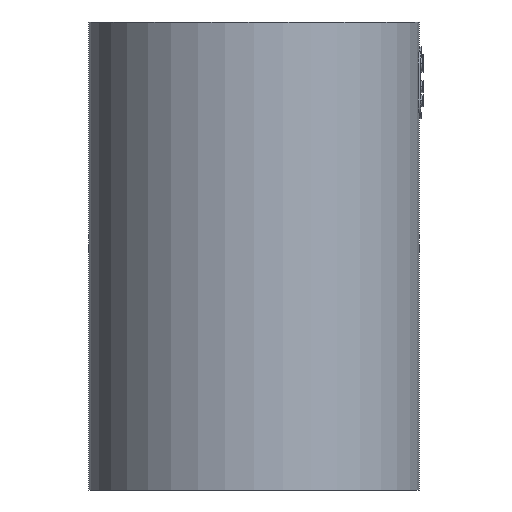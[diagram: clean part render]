
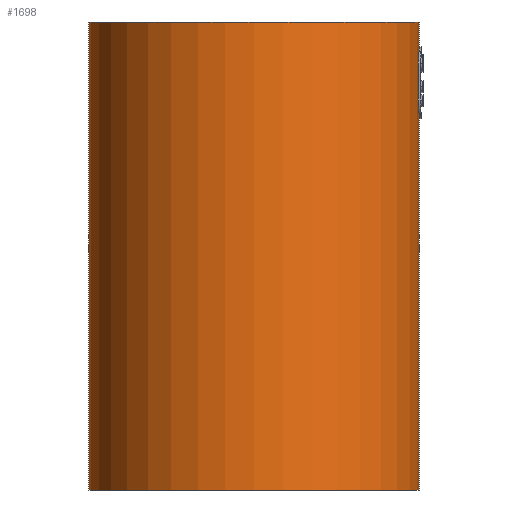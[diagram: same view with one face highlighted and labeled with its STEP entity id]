
A CAD part, front view. The second image highlights one B-rep face of the part: STEP entity #1698.
In plain terms, the highlighted cylindrical face has radius 26.5 mm (diameter 53 mm), a full revolution.
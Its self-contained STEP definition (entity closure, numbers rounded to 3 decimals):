
#10 = CARTESIAN_POINT ( 'NONE',  ( 26.5, 0., 37.5 ) ) ;
#265 = DIRECTION ( 'NONE',  ( 0., 0., 1. ) ) ;
#267 = AXIS2_PLACEMENT_3D ( 'NONE', #2489, #265, #2500 ) ;
#398 = VERTEX_POINT ( 'NONE', #10 ) ;
#473 = VERTEX_POINT ( 'NONE', #2174 ) ;
#598 = CARTESIAN_POINT ( 'NONE',  ( 0., 0., 37.5 ) ) ;
#783 = CIRCLE ( 'NONE', #1236, 26.5 ) ;
#911 = DIRECTION ( 'NONE',  ( 1., 0., 0. ) ) ;
#1236 = AXIS2_PLACEMENT_3D ( 'NONE', #598, #2853, #911 ) ;
#1329 = EDGE_CURVE ( 'NONE', #473, #473, #1623, .T. ) ;
#1380 = CARTESIAN_POINT ( 'NONE',  ( 0., 0., -37.5 ) ) ;
#1448 = CYLINDRICAL_SURFACE ( 'NONE', #267, 26.5 ) ;
#1487 = FACE_OUTER_BOUND ( 'NONE', #2164, .T. ) ;
#1496 = FACE_OUTER_BOUND ( 'NONE', #2569, .T. ) ;
#1542 = ORIENTED_EDGE ( 'NONE', *, *, #1329, .T. ) ;
#1623 = CIRCLE ( 'NONE', #3598, 26.5 ) ;
#1698 = ADVANCED_FACE ( 'NONE', ( #1496, #1487 ), #1448, .T. ) ;
#1702 = DIRECTION ( 'NONE',  ( 1., 0., 0. ) ) ;
#2164 = EDGE_LOOP ( 'NONE', ( #1542 ) ) ;
#2174 = CARTESIAN_POINT ( 'NONE',  ( 26.5, 0., -37.5 ) ) ;
#2489 = CARTESIAN_POINT ( 'NONE',  ( 0., 0., 229.444 ) ) ;
#2500 = DIRECTION ( 'NONE',  ( 1., 0., 0. ) ) ;
#2569 = EDGE_LOOP ( 'NONE', ( #3039 ) ) ;
#2853 = DIRECTION ( 'NONE',  ( 0., 0., 1. ) ) ;
#3039 = ORIENTED_EDGE ( 'NONE', *, *, #3484, .F. ) ;
#3484 = EDGE_CURVE ( 'NONE', #398, #398, #783, .T. ) ;
#3598 = AXIS2_PLACEMENT_3D ( 'NONE', #1380, #3604, #1702 ) ;
#3604 = DIRECTION ( 'NONE',  ( 0., 0., 1. ) ) ;
